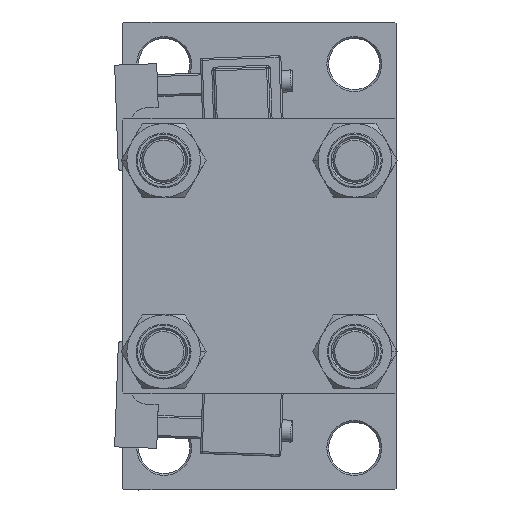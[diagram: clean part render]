
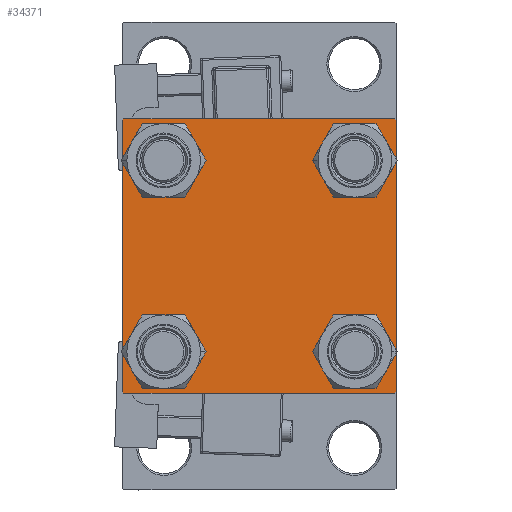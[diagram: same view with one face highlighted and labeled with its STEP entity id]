
A CAD part, left-side view. The second image highlights one B-rep face of the part: STEP entity #34371.
In plain terms, the highlighted planar face has unit normal (-1, 0, 0).
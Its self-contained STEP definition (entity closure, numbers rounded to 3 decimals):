
#187 = DIRECTION ( 'NONE',  ( 0., 0., 1. ) ) ;
#980 = FACE_BOUND ( 'NONE', #20984, .T. ) ;
#1023 = CARTESIAN_POINT ( 'NONE',  ( 0., 37.5, 37.5 ) ) ;
#1034 = EDGE_LOOP ( 'NONE', ( #34152, #18636 ) ) ;
#1098 = CARTESIAN_POINT ( 'NONE',  ( 0., -37.5, 37. ) ) ;
#1225 = FACE_BOUND ( 'NONE', #7595, .T. ) ;
#1644 = VERTEX_POINT ( 'NONE', #9360 ) ;
#1925 = CARTESIAN_POINT ( 'NONE',  ( 0., 37., 37.5 ) ) ;
#2022 = EDGE_CURVE ( 'NONE', #11769, #35970, #3809, .T. ) ;
#2407 = AXIS2_PLACEMENT_3D ( 'NONE', #41324, #13478, #45545 ) ;
#3337 = VECTOR ( 'NONE', #40693, 1000. ) ;
#3788 = CIRCLE ( 'NONE', #33442, 6.5 ) ;
#3809 = CIRCLE ( 'NONE', #23296, 6.5 ) ;
#4183 = DIRECTION ( 'NONE',  ( 1., 0., 0. ) ) ;
#4528 = CARTESIAN_POINT ( 'NONE',  ( 0., -26.15, 19.65 ) ) ;
#4921 = VERTEX_POINT ( 'NONE', #1098 ) ;
#5004 = DIRECTION ( 'NONE',  ( 0., 0.707, 0.707 ) ) ;
#5821 = LINE ( 'NONE', #1023, #20971 ) ;
#6439 = CARTESIAN_POINT ( 'NONE',  ( 0., -26.15, -32.65 ) ) ;
#7215 = ORIENTED_EDGE ( 'NONE', *, *, #44712, .T. ) ;
#7595 = EDGE_LOOP ( 'NONE', ( #41876, #21196 ) ) ;
#7869 = CARTESIAN_POINT ( 'NONE',  ( 0., -26.15, 26.15 ) ) ;
#8953 = AXIS2_PLACEMENT_3D ( 'NONE', #7869, #48452, #37063 ) ;
#8959 = LINE ( 'NONE', #33124, #48688 ) ;
#9249 = CARTESIAN_POINT ( 'NONE',  ( 0., 26.15, -26.15 ) ) ;
#9360 = CARTESIAN_POINT ( 'NONE',  ( 0., -26.15, -19.65 ) ) ;
#10096 = DIRECTION ( 'NONE',  ( 1., 0., 0. ) ) ;
#10391 = DIRECTION ( 'NONE',  ( 0., -1., 0. ) ) ;
#10690 = CARTESIAN_POINT ( 'NONE',  ( 0., -37.5, -37. ) ) ;
#11222 = ORIENTED_EDGE ( 'NONE', *, *, #44878, .F. ) ;
#11616 = ORIENTED_EDGE ( 'NONE', *, *, #41293, .F. ) ;
#11642 = DIRECTION ( 'NONE',  ( 1., 0., 0. ) ) ;
#11769 = VERTEX_POINT ( 'NONE', #46650 ) ;
#12220 = FACE_OUTER_BOUND ( 'NONE', #14380, .T. ) ;
#12936 = VERTEX_POINT ( 'NONE', #14434 ) ;
#13141 = ORIENTED_EDGE ( 'NONE', *, *, #39198, .T. ) ;
#13306 = AXIS2_PLACEMENT_3D ( 'NONE', #48587, #28453, #40660 ) ;
#13475 = DIRECTION ( 'NONE',  ( 0., -0.707, 0.707 ) ) ;
#13478 = DIRECTION ( 'NONE',  ( -1., 0., 0. ) ) ;
#13566 = CIRCLE ( 'NONE', #43194, 6.5 ) ;
#13855 = LINE ( 'NONE', #43006, #37280 ) ;
#14380 = EDGE_LOOP ( 'NONE', ( #27909, #50883, #44078, #24948, #11222, #40337, #11616, #24222 ) ) ;
#14434 = CARTESIAN_POINT ( 'NONE',  ( 0., 26.15, 19.65 ) ) ;
#14566 = CARTESIAN_POINT ( 'NONE',  ( 0., 26.15, 32.65 ) ) ;
#15090 = DIRECTION ( 'NONE',  ( 0., 0., 1. ) ) ;
#15174 = CARTESIAN_POINT ( 'NONE',  ( 0., 26.15, 26.15 ) ) ;
#16203 = EDGE_CURVE ( 'NONE', #25876, #1644, #13566, .T. ) ;
#16666 = LINE ( 'NONE', #20918, #23671 ) ;
#16798 = CIRCLE ( 'NONE', #35420, 6.5 ) ;
#17462 = CARTESIAN_POINT ( 'NONE',  ( 0., 37.5, -37. ) ) ;
#17474 = DIRECTION ( 'NONE',  ( 1., 0., 0. ) ) ;
#17874 = EDGE_LOOP ( 'NONE', ( #7215, #25396 ) ) ;
#18636 = ORIENTED_EDGE ( 'NONE', *, *, #16203, .T. ) ;
#20085 = CIRCLE ( 'NONE', #13306, 6.5 ) ;
#20792 = LINE ( 'NONE', #21061, #3337 ) ;
#20918 = CARTESIAN_POINT ( 'NONE',  ( 0., -37.25, -37.25 ) ) ;
#20971 = VECTOR ( 'NONE', #32902, 1000. ) ;
#20984 = EDGE_LOOP ( 'NONE', ( #25855, #13141 ) ) ;
#21061 = CARTESIAN_POINT ( 'NONE',  ( 0., 37.5, -37.5 ) ) ;
#21196 = ORIENTED_EDGE ( 'NONE', *, *, #49604, .T. ) ;
#21319 = EDGE_CURVE ( 'NONE', #46519, #28781, #34576, .T. ) ;
#21648 = VECTOR ( 'NONE', #31802, 1000. ) ;
#21830 = VERTEX_POINT ( 'NONE', #17462 ) ;
#22831 = CARTESIAN_POINT ( 'NONE',  ( 0., 26.15, -26.15 ) ) ;
#23296 = AXIS2_PLACEMENT_3D ( 'NONE', #22831, #10096, #27066 ) ;
#23336 = LINE ( 'NONE', #35539, #21648 ) ;
#23671 = VECTOR ( 'NONE', #13475, 1000. ) ;
#23861 = DIRECTION ( 'NONE',  ( 0., 0., 1. ) ) ;
#23934 = VERTEX_POINT ( 'NONE', #4528 ) ;
#24214 = CARTESIAN_POINT ( 'NONE',  ( 0., -37., 37.5 ) ) ;
#24222 = ORIENTED_EDGE ( 'NONE', *, *, #21319, .T. ) ;
#24702 = VERTEX_POINT ( 'NONE', #25364 ) ;
#24948 = ORIENTED_EDGE ( 'NONE', *, *, #35134, .T. ) ;
#25005 = EDGE_CURVE ( 'NONE', #4921, #49559, #36851, .T. ) ;
#25155 = FACE_BOUND ( 'NONE', #17874, .T. ) ;
#25364 = CARTESIAN_POINT ( 'NONE',  ( 0., -37., -37.5 ) ) ;
#25396 = ORIENTED_EDGE ( 'NONE', *, *, #26228, .T. ) ;
#25855 = ORIENTED_EDGE ( 'NONE', *, *, #2022, .T. ) ;
#25876 = VERTEX_POINT ( 'NONE', #6439 ) ;
#25935 = CIRCLE ( 'NONE', #8953, 6.5 ) ;
#26228 = EDGE_CURVE ( 'NONE', #23934, #31733, #25935, .T. ) ;
#26763 = CARTESIAN_POINT ( 'NONE',  ( 0., -26.15, -26.15 ) ) ;
#27066 = DIRECTION ( 'NONE',  ( 0., 0., 1. ) ) ;
#27067 = AXIS2_PLACEMENT_3D ( 'NONE', #9249, #17474, #37896 ) ;
#27909 = ORIENTED_EDGE ( 'NONE', *, *, #50022, .T. ) ;
#28278 = VECTOR ( 'NONE', #47524, 1000. ) ;
#28453 = DIRECTION ( 'NONE',  ( 1., 0., 0. ) ) ;
#28781 = VERTEX_POINT ( 'NONE', #40744 ) ;
#29247 = VECTOR ( 'NONE', #5004, 1000. ) ;
#29912 = PLANE ( 'NONE',  #2407 ) ;
#31002 = DIRECTION ( 'NONE',  ( 1., 0., 0. ) ) ;
#31358 = DIRECTION ( 'NONE',  ( 1., 0., 0. ) ) ;
#31733 = VERTEX_POINT ( 'NONE', #51479 ) ;
#31802 = DIRECTION ( 'NONE',  ( 0., -0.707, -0.707 ) ) ;
#32049 = CARTESIAN_POINT ( 'NONE',  ( 0., -26.15, -26.15 ) ) ;
#32391 = FACE_BOUND ( 'NONE', #1034, .T. ) ;
#32902 = DIRECTION ( 'NONE',  ( 0., 0., -1. ) ) ;
#33124 = CARTESIAN_POINT ( 'NONE',  ( 0., -37.5, 37.5 ) ) ;
#33389 = EDGE_CURVE ( 'NONE', #1644, #25876, #52328, .T. ) ;
#33417 = VERTEX_POINT ( 'NONE', #14566 ) ;
#33442 = AXIS2_PLACEMENT_3D ( 'NONE', #47956, #11642, #23861 ) ;
#34152 = ORIENTED_EDGE ( 'NONE', *, *, #33389, .T. ) ;
#34371 = ADVANCED_FACE ( 'NONE', ( #25155, #32391, #980, #1225, #12220 ), #29912, .T. ) ;
#34576 = LINE ( 'NONE', #34839, #28278 ) ;
#34758 = VERTEX_POINT ( 'NONE', #10690 ) ;
#34839 = CARTESIAN_POINT ( 'NONE',  ( 0., 37.25, 37.25 ) ) ;
#35134 = EDGE_CURVE ( 'NONE', #24702, #34758, #16666, .T. ) ;
#35308 = VERTEX_POINT ( 'NONE', #38909 ) ;
#35420 = AXIS2_PLACEMENT_3D ( 'NONE', #15174, #31358, #47508 ) ;
#35539 = CARTESIAN_POINT ( 'NONE',  ( 0., 37.25, -37.25 ) ) ;
#35542 = CIRCLE ( 'NONE', #27067, 6.5 ) ;
#35602 = CARTESIAN_POINT ( 'NONE',  ( 0., 26.15, -32.65 ) ) ;
#35970 = VERTEX_POINT ( 'NONE', #35602 ) ;
#36599 = CARTESIAN_POINT ( 'NONE',  ( 0., -37.25, 37.25 ) ) ;
#36689 = EDGE_CURVE ( 'NONE', #35308, #24702, #20792, .T. ) ;
#36851 = LINE ( 'NONE', #36599, #29247 ) ;
#37063 = DIRECTION ( 'NONE',  ( 0., 0., 1. ) ) ;
#37280 = VECTOR ( 'NONE', #10391, 1000. ) ;
#37896 = DIRECTION ( 'NONE',  ( 0., 0., 1. ) ) ;
#38909 = CARTESIAN_POINT ( 'NONE',  ( 0., 37., -37.5 ) ) ;
#39198 = EDGE_CURVE ( 'NONE', #35970, #11769, #35542, .T. ) ;
#40337 = ORIENTED_EDGE ( 'NONE', *, *, #25005, .T. ) ;
#40660 = DIRECTION ( 'NONE',  ( 0., 0., 1. ) ) ;
#40693 = DIRECTION ( 'NONE',  ( 0., -1., 0. ) ) ;
#40744 = CARTESIAN_POINT ( 'NONE',  ( 0., 37.5, 37. ) ) ;
#41293 = EDGE_CURVE ( 'NONE', #46519, #49559, #13855, .T. ) ;
#41324 = CARTESIAN_POINT ( 'NONE',  ( 0., 0., 0. ) ) ;
#41876 = ORIENTED_EDGE ( 'NONE', *, *, #51592, .T. ) ;
#43006 = CARTESIAN_POINT ( 'NONE',  ( 0., 37.5, 37.5 ) ) ;
#43029 = AXIS2_PLACEMENT_3D ( 'NONE', #26763, #31002, #15090 ) ;
#43194 = AXIS2_PLACEMENT_3D ( 'NONE', #32049, #4183, #187 ) ;
#44078 = ORIENTED_EDGE ( 'NONE', *, *, #36689, .T. ) ;
#44712 = EDGE_CURVE ( 'NONE', #31733, #23934, #3788, .T. ) ;
#44878 = EDGE_CURVE ( 'NONE', #4921, #34758, #8959, .T. ) ;
#45545 = DIRECTION ( 'NONE',  ( 0., 0., 1. ) ) ;
#45893 = EDGE_CURVE ( 'NONE', #21830, #35308, #23336, .T. ) ;
#46519 = VERTEX_POINT ( 'NONE', #1925 ) ;
#46650 = CARTESIAN_POINT ( 'NONE',  ( 0., 26.15, -19.65 ) ) ;
#47508 = DIRECTION ( 'NONE',  ( 0., 0., 1. ) ) ;
#47524 = DIRECTION ( 'NONE',  ( 0., 0.707, -0.707 ) ) ;
#47956 = CARTESIAN_POINT ( 'NONE',  ( 0., -26.15, 26.15 ) ) ;
#48452 = DIRECTION ( 'NONE',  ( 1., 0., 0. ) ) ;
#48587 = CARTESIAN_POINT ( 'NONE',  ( 0., 26.15, 26.15 ) ) ;
#48688 = VECTOR ( 'NONE', #49793, 1000. ) ;
#49559 = VERTEX_POINT ( 'NONE', #24214 ) ;
#49604 = EDGE_CURVE ( 'NONE', #12936, #33417, #20085, .T. ) ;
#49793 = DIRECTION ( 'NONE',  ( 0., 0., -1. ) ) ;
#50022 = EDGE_CURVE ( 'NONE', #28781, #21830, #5821, .T. ) ;
#50883 = ORIENTED_EDGE ( 'NONE', *, *, #45893, .T. ) ;
#51479 = CARTESIAN_POINT ( 'NONE',  ( 0., -26.15, 32.65 ) ) ;
#51592 = EDGE_CURVE ( 'NONE', #33417, #12936, #16798, .T. ) ;
#52328 = CIRCLE ( 'NONE', #43029, 6.5 ) ;
